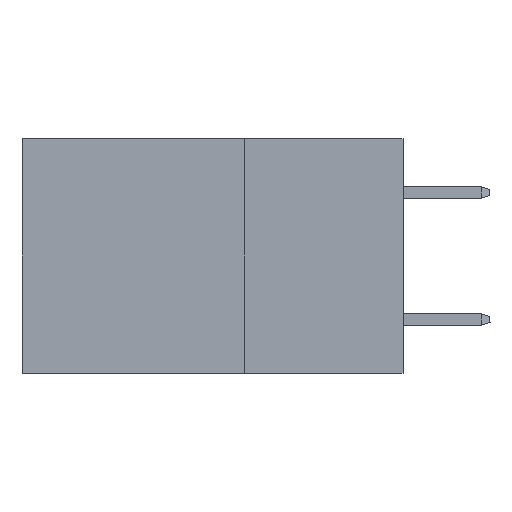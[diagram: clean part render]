
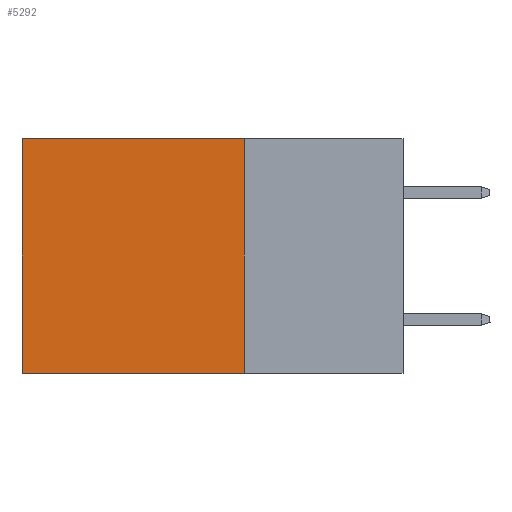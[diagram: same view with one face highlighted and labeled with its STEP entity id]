
A CAD part, left-side view. The second image highlights one B-rep face of the part: STEP entity #5292.
In plain terms, the highlighted planar face has unit normal (-1, 0, 0).
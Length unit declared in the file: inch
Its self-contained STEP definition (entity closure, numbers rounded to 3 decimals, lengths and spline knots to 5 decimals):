
#883 = VECTOR ( 'NONE', #19779, 39.37008 ) ;
#1043 = VERTEX_POINT ( 'NONE', #8856 ) ;
#1125 = LINE ( 'NONE', #9484, #883 ) ;
#1315 = EDGE_CURVE ( 'NONE', #18778, #1043, #5770, .T. ) ;
#2826 = ORIENTED_EDGE ( 'NONE', *, *, #21541, .T. ) ;
#3813 = EDGE_CURVE ( 'NONE', #18366, #12379, #11663, .T. ) ;
#5292 = ADVANCED_FACE ( 'NONE', ( #24672 ), #14536, .F. ) ;
#5446 = CARTESIAN_POINT ( 'NONE',  ( 0.2875, 0.25, 0. ) ) ;
#5770 = LINE ( 'NONE', #10193, #9609 ) ;
#8856 = CARTESIAN_POINT ( 'NONE',  ( 0.2875, 0.6, -0.37 ) ) ;
#9484 = CARTESIAN_POINT ( 'NONE',  ( 0.2875, 0.25, -0.37 ) ) ;
#9609 = VECTOR ( 'NONE', #22242, 39.37008 ) ;
#9806 = EDGE_LOOP ( 'NONE', ( #12445, #17989, #22778, #2826 ) ) ;
#9832 = LINE ( 'NONE', #26123, #21943 ) ;
#10193 = CARTESIAN_POINT ( 'NONE',  ( 0.2875, 0.6, 0. ) ) ;
#11663 = LINE ( 'NONE', #21681, #24245 ) ;
#12379 = VERTEX_POINT ( 'NONE', #18250 ) ;
#12445 = ORIENTED_EDGE ( 'NONE', *, *, #1315, .T. ) ;
#12544 = CARTESIAN_POINT ( 'NONE',  ( 0.2875, 0.25, 0. ) ) ;
#13637 = EDGE_CURVE ( 'NONE', #12379, #1043, #1125, .T. ) ;
#14536 = PLANE ( 'NONE',  #26043 ) ;
#14674 = DIRECTION ( 'NONE',  ( 0., 0., -1. ) ) ;
#16671 = DIRECTION ( 'NONE',  ( 1., 0., 0. ) ) ;
#17989 = ORIENTED_EDGE ( 'NONE', *, *, #13637, .F. ) ;
#18250 = CARTESIAN_POINT ( 'NONE',  ( 0.2875, 0.25, -0.37 ) ) ;
#18366 = VERTEX_POINT ( 'NONE', #5446 ) ;
#18778 = VERTEX_POINT ( 'NONE', #22574 ) ;
#19287 = DIRECTION ( 'NONE',  ( 0., 0., -1. ) ) ;
#19779 = DIRECTION ( 'NONE',  ( 0., 1., 0. ) ) ;
#21541 = EDGE_CURVE ( 'NONE', #18366, #18778, #9832, .T. ) ;
#21681 = CARTESIAN_POINT ( 'NONE',  ( 0.2875, 0.25, 0. ) ) ;
#21943 = VECTOR ( 'NONE', #22810, 39.37008 ) ;
#22242 = DIRECTION ( 'NONE',  ( 0., 0., -1. ) ) ;
#22574 = CARTESIAN_POINT ( 'NONE',  ( 0.2875, 0.6, 0. ) ) ;
#22778 = ORIENTED_EDGE ( 'NONE', *, *, #3813, .F. ) ;
#22810 = DIRECTION ( 'NONE',  ( 0., 1., 0. ) ) ;
#24245 = VECTOR ( 'NONE', #19287, 39.37008 ) ;
#24672 = FACE_OUTER_BOUND ( 'NONE', #9806, .T. ) ;
#26043 = AXIS2_PLACEMENT_3D ( 'NONE', #12544, #16671, #14674 ) ;
#26123 = CARTESIAN_POINT ( 'NONE',  ( 0.2875, 0.25, 0. ) ) ;
